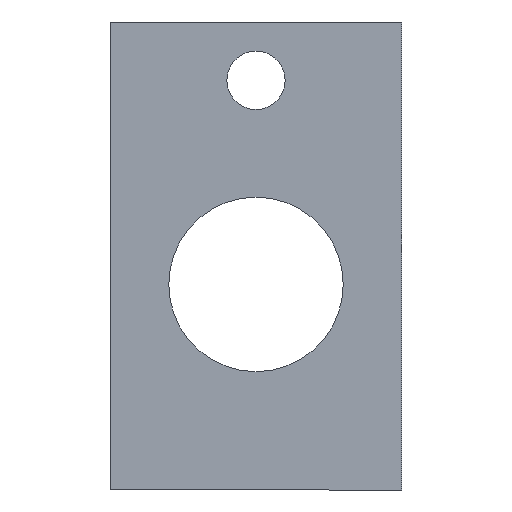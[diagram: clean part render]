
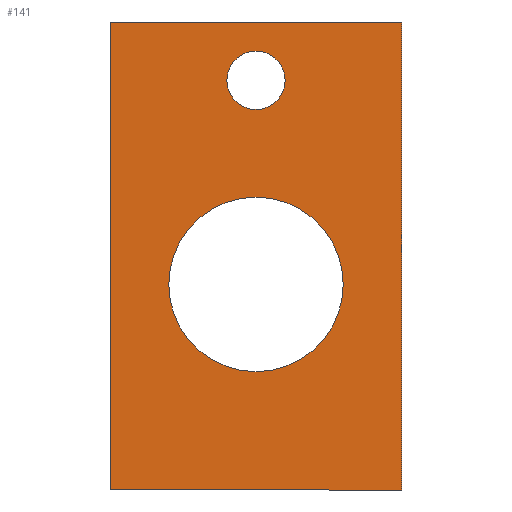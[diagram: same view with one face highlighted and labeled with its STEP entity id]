
A CAD part, front view. The second image highlights one B-rep face of the part: STEP entity #141.
In plain terms, the highlighted planar face has unit normal (0, -1, 0).
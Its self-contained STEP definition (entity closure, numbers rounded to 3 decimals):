
#1 = DIRECTION ( 'NONE',  ( 0., 0., 1. ) ) ;
#17 = AXIS2_PLACEMENT_3D ( 'NONE', #262, #112, #256 ) ;
#19 = FACE_BOUND ( 'NONE', #129, .T. ) ;
#24 = DIRECTION ( 'NONE',  ( 0., 1., 0. ) ) ;
#26 = EDGE_LOOP ( 'NONE', ( #167, #314 ) ) ;
#28 = CARTESIAN_POINT ( 'NONE',  ( 15., 0., -21.15 ) ) ;
#33 = EDGE_CURVE ( 'NONE', #465, #279, #331, .T. ) ;
#49 = CARTESIAN_POINT ( 'NONE',  ( 0., 0., 8.975 ) ) ;
#53 = CARTESIAN_POINT ( 'NONE',  ( 0., 0., 21. ) ) ;
#66 = CARTESIAN_POINT ( 'NONE',  ( 0., 0., 18. ) ) ;
#70 = DIRECTION ( 'NONE',  ( 0., 1., 0. ) ) ;
#76 = CIRCLE ( 'NONE', #332, 8.975 ) ;
#77 = DIRECTION ( 'NONE',  ( 0., 0., 1. ) ) ;
#91 = ORIENTED_EDGE ( 'NONE', *, *, #530, .T. ) ;
#112 = DIRECTION ( 'NONE',  ( 0., -1., 0. ) ) ;
#129 = EDGE_LOOP ( 'NONE', ( #91, #292 ) ) ;
#132 = CIRCLE ( 'NONE', #17, 8.975 ) ;
#141 = ADVANCED_FACE ( 'NONE', ( #295, #495, #19 ), #566, .F. ) ;
#149 = DIRECTION ( 'NONE',  ( -1., 0., 0. ) ) ;
#151 = AXIS2_PLACEMENT_3D ( 'NONE', #508, #70, #166 ) ;
#157 = DIRECTION ( 'NONE',  ( 1., 0., 0. ) ) ;
#164 = EDGE_CURVE ( 'NONE', #357, #261, #229, .T. ) ;
#166 = DIRECTION ( 'NONE',  ( 0., 0., 1. ) ) ;
#167 = ORIENTED_EDGE ( 'NONE', *, *, #263, .F. ) ;
#170 = EDGE_LOOP ( 'NONE', ( #223, #471, #449, #519 ) ) ;
#173 = DIRECTION ( 'NONE',  ( 0., 0., -1. ) ) ;
#185 = CIRCLE ( 'NONE', #550, 3. ) ;
#215 = DIRECTION ( 'NONE',  ( 0., 0., 1. ) ) ;
#221 = CARTESIAN_POINT ( 'NONE',  ( 0., 0., 24. ) ) ;
#223 = ORIENTED_EDGE ( 'NONE', *, *, #454, .F. ) ;
#229 = CIRCLE ( 'NONE', #394, 3. ) ;
#255 = EDGE_CURVE ( 'NONE', #459, #467, #76, .T. ) ;
#256 = DIRECTION ( 'NONE',  ( 0., 0., 1. ) ) ;
#261 = VERTEX_POINT ( 'NONE', #66 ) ;
#262 = CARTESIAN_POINT ( 'NONE',  ( 0., 0., 0. ) ) ;
#263 = EDGE_CURVE ( 'NONE', #467, #459, #132, .T. ) ;
#273 = VECTOR ( 'NONE', #149, 1000. ) ;
#279 = VERTEX_POINT ( 'NONE', #353 ) ;
#285 = CARTESIAN_POINT ( 'NONE',  ( -15., 0., 27. ) ) ;
#292 = ORIENTED_EDGE ( 'NONE', *, *, #164, .T. ) ;
#295 = FACE_BOUND ( 'NONE', #26, .T. ) ;
#314 = ORIENTED_EDGE ( 'NONE', *, *, #255, .F. ) ;
#331 = LINE ( 'NONE', #593, #564 ) ;
#332 = AXIS2_PLACEMENT_3D ( 'NONE', #512, #501, #362 ) ;
#353 = CARTESIAN_POINT ( 'NONE',  ( 15., 0., 27. ) ) ;
#354 = VERTEX_POINT ( 'NONE', #28 ) ;
#357 = VERTEX_POINT ( 'NONE', #221 ) ;
#362 = DIRECTION ( 'NONE',  ( 0., 0., 1. ) ) ;
#366 = EDGE_CURVE ( 'NONE', #279, #354, #620, .T. ) ;
#376 = VECTOR ( 'NONE', #173, 1000. ) ;
#389 = LINE ( 'NONE', #586, #538 ) ;
#394 = AXIS2_PLACEMENT_3D ( 'NONE', #607, #24, #77 ) ;
#397 = DIRECTION ( 'NONE',  ( 0., 1., 0. ) ) ;
#441 = CARTESIAN_POINT ( 'NONE',  ( -15., 0., -21.15 ) ) ;
#449 = ORIENTED_EDGE ( 'NONE', *, *, #33, .F. ) ;
#454 = EDGE_CURVE ( 'NONE', #354, #527, #488, .T. ) ;
#459 = VERTEX_POINT ( 'NONE', #582 ) ;
#465 = VERTEX_POINT ( 'NONE', #285 ) ;
#467 = VERTEX_POINT ( 'NONE', #49 ) ;
#471 = ORIENTED_EDGE ( 'NONE', *, *, #366, .F. ) ;
#488 = LINE ( 'NONE', #441, #273 ) ;
#495 = FACE_OUTER_BOUND ( 'NONE', #170, .T. ) ;
#501 = DIRECTION ( 'NONE',  ( 0., -1., 0. ) ) ;
#508 = CARTESIAN_POINT ( 'NONE',  ( 0., 0., 0. ) ) ;
#512 = CARTESIAN_POINT ( 'NONE',  ( 0., 0., 0. ) ) ;
#519 = ORIENTED_EDGE ( 'NONE', *, *, #590, .F. ) ;
#527 = VERTEX_POINT ( 'NONE', #591 ) ;
#530 = EDGE_CURVE ( 'NONE', #261, #357, #185, .T. ) ;
#538 = VECTOR ( 'NONE', #215, 1000. ) ;
#550 = AXIS2_PLACEMENT_3D ( 'NONE', #53, #397, #1 ) ;
#564 = VECTOR ( 'NONE', #157, 1000. ) ;
#566 = PLANE ( 'NONE',  #151 ) ;
#577 = CARTESIAN_POINT ( 'NONE',  ( 15., 0., 27. ) ) ;
#582 = CARTESIAN_POINT ( 'NONE',  ( 0., 0., -8.975 ) ) ;
#586 = CARTESIAN_POINT ( 'NONE',  ( -15., 0., 27. ) ) ;
#590 = EDGE_CURVE ( 'NONE', #527, #465, #389, .T. ) ;
#591 = CARTESIAN_POINT ( 'NONE',  ( -15., 0., -21.15 ) ) ;
#593 = CARTESIAN_POINT ( 'NONE',  ( -15., 0., 27. ) ) ;
#607 = CARTESIAN_POINT ( 'NONE',  ( 0., 0., 21. ) ) ;
#620 = LINE ( 'NONE', #577, #376 ) ;
